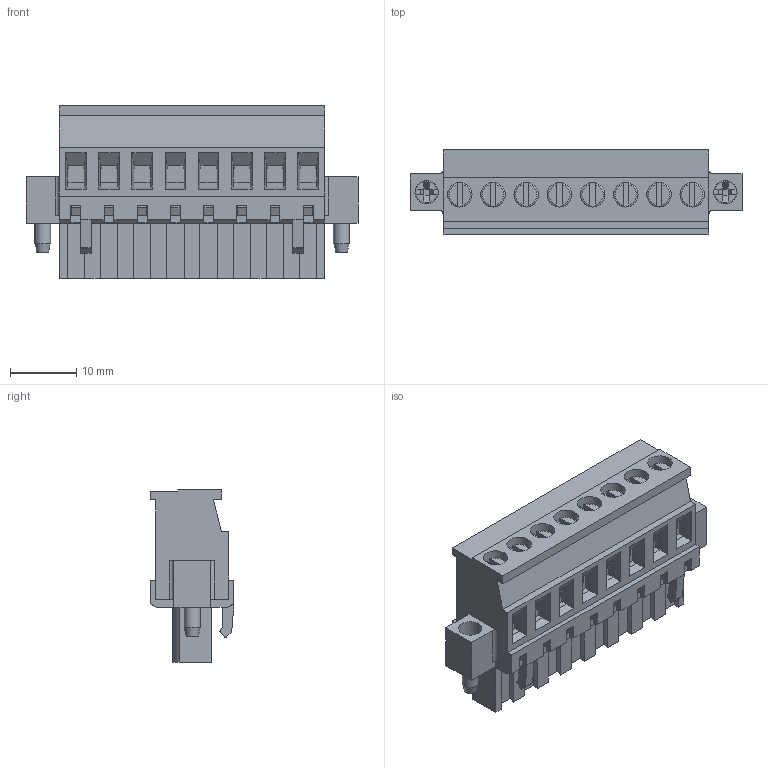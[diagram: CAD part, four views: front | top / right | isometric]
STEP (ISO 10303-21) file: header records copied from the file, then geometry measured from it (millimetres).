
FILE_DESCRIPTION( ( 'Unknown' ), '1' );
FILE_NAME( '691340700008.stp', 'Unknown', ( 'Unknown' ), ( 'Unknown' ), 'PSStep 14.0', 'Unknown', ' ' );
FILE_SCHEMA( ( 'AUTOMOTIVE_DESIGN { 1 0 10303 214 1 1 1 1 }' ) );
Length unit declared in the file: millimetre
Products named in the file (7): Assem1; 6913407000xx_CAGE; 6913407000xx_PIN; 6913407000xx_VIS; 6913517000xx_VIS Flange; 691351700008; 691351700008_BAS
Assembly tree (28 placements, depth 2):
  Assem1
    6913407000xx_CAGE  x8
    6913407000xx_PIN  x8
    6913407000xx_VIS  x8
    6913517000xx_VIS Flange  x2
    691351700008
    691351700008_BAS
Bounding box: 50 x 12.65 x 26 mm (x, y, z)
Volume: 6566 mm3; surface area: 14697.3 mm2
Topology: 28 solids, 28 shells, 1672 faces, 4669 edges, 3047 vertices
Faces by surface type: plane 1306, cylinder 310, torus 38, cone 18
Full cylindrical faces by diameter (mm): 1.6 x8, 2.4 x10, 2.5 x2, 2.9 x16, 3 x8, 3.5 x2, 3.7 x16, 3.8 x2
Entity records: 39006 total; most frequent: CARTESIAN_POINT 5545, ORIENTED_EDGE 5410, DIRECTION 4918, EDGE_CURVE 2705, LINE 2490, VECTOR 2490, VERTEX_POINT 1793, AXIS2_PLACEMENT_3D 1214
